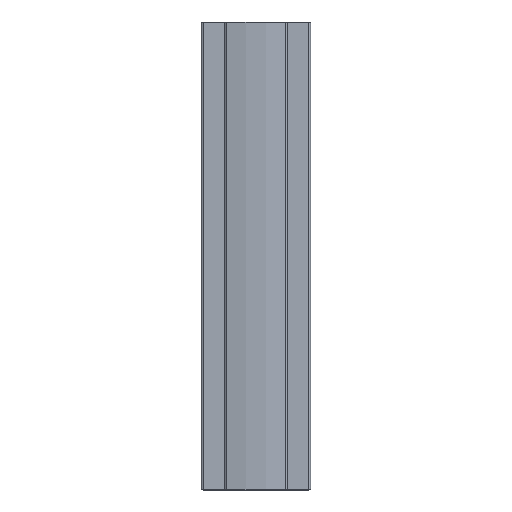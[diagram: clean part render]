
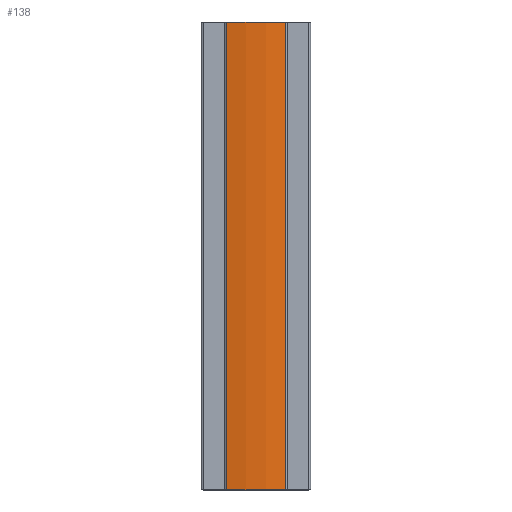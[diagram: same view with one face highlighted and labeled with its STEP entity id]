
A CAD part, top view. The second image highlights one B-rep face of the part: STEP entity #138.
In plain terms, the highlighted cylindrical face has radius 46.325 mm (diameter 92.65 mm), a partial arc.
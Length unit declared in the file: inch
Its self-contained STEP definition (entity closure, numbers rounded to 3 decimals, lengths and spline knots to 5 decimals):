
#73=CARTESIAN_POINT('',(0.38228,7.59383,0.18949));
#74=VERTEX_POINT('',#73);
#82=CARTESIAN_POINT('',(0.38228,1.59383,0.18949));
#83=VERTEX_POINT('',#82);
#84=CARTESIAN_POINT('',(0.38228,1.59383,0.18949));
#85=DIRECTION('',(0.0,1.0,0.0));
#86=VECTOR('',#85,1.0);
#87=LINE('',#84,#86);
#88=EDGE_CURVE('',#83,#74,#87,.T.);
#106=CARTESIAN_POINT('',(-0.38215,7.59383,0.18951));
#107=VERTEX_POINT('',#106);
#108=CARTESIAN_POINT('',(0.,7.59383,-1.59382));
#109=DIRECTION('',(0.0,-1.0,0.0));
#110=DIRECTION('',(1.0,0.0,0.0));
#111=AXIS2_PLACEMENT_3D('',#108,#109,#110);
#112=CIRCLE('',#111,1.82382);
#113=EDGE_CURVE('',#74,#107,#112,.T.);
#114=ORIENTED_EDGE('',*,*,#113,.T.);
#115=CARTESIAN_POINT('',(-0.38215,1.59383,0.18951));
#116=VERTEX_POINT('',#115);
#117=CARTESIAN_POINT('',(-0.38215,1.59383,0.18951));
#118=DIRECTION('',(0.0,1.0,0.0));
#119=VECTOR('',#118,1.0);
#120=LINE('',#117,#119);
#121=EDGE_CURVE('',#116,#107,#120,.T.);
#122=ORIENTED_EDGE('',*,*,#121,.F.);
#123=CARTESIAN_POINT('',(0.,1.59383,-1.59382));
#124=DIRECTION('',(0.0,-1.0,0.0));
#125=DIRECTION('',(1.0,0.0,0.0));
#126=AXIS2_PLACEMENT_3D('',#123,#124,#125);
#127=CIRCLE('',#126,1.82382);
#128=EDGE_CURVE('',#83,#116,#127,.T.);
#129=ORIENTED_EDGE('',*,*,#128,.F.);
#130=ORIENTED_EDGE('',*,*,#88,.T.);
#131=EDGE_LOOP('',(#114,#122,#129,#130));
#132=FACE_OUTER_BOUND('',#131,.T.);
#133=CARTESIAN_POINT('',(0.,1.59383,-1.59382));
#134=DIRECTION('',(0.0,1.0,0.0));
#135=DIRECTION('',(1.0,-0.0,0.0));
#136=AXIS2_PLACEMENT_3D('',#133,#134,#135);
#137=CYLINDRICAL_SURFACE('',#136,1.82382);
#138=ADVANCED_FACE('',(#132),#137,.T.);
